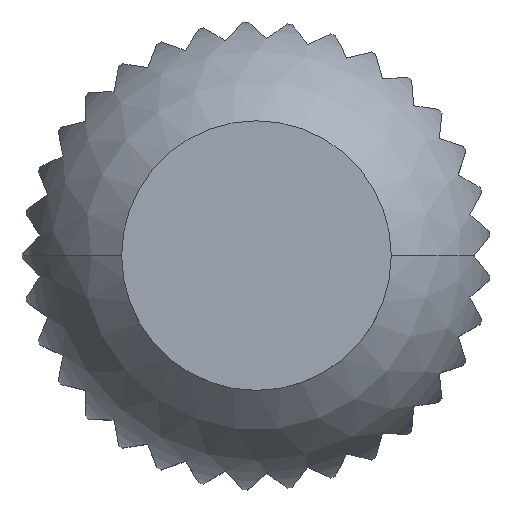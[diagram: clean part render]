
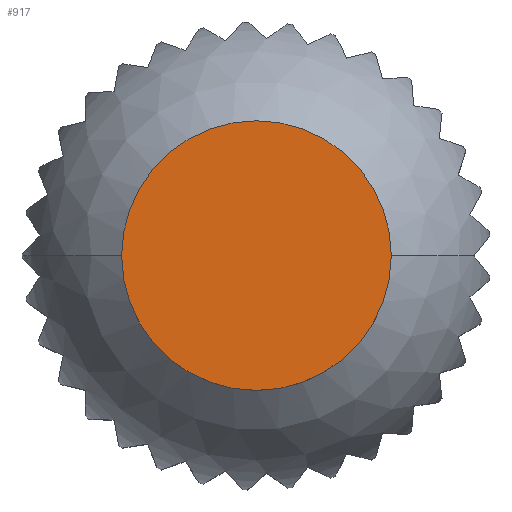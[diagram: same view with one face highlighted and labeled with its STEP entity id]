
A CAD part, top view. The second image highlights one B-rep face of the part: STEP entity #917.
In plain terms, the highlighted planar face has unit normal (0, 0, 1).
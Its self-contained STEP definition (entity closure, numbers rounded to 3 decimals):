
#599=EDGE_CURVE('',#653,#625,#1551,.T.);
#625=VERTEX_POINT('',#1596);
#653=VERTEX_POINT('',#1626);
#917=ADVANCED_FACE('',(#1943),#1944,.T.);
#1089=EDGE_CURVE('',#625,#653,#2130,.T.);
#1551=CIRCLE('',#2691,11.5);
#1596=CARTESIAN_POINT('',(-11.5,0.,101.5));
#1626=CARTESIAN_POINT('',(11.5,0.,101.5));
#1943=FACE_OUTER_BOUND('',#3269,.T.);
#1944=PLANE('',#3270);
#2130=CIRCLE('',#3516,11.5);
#2691=AXIS2_PLACEMENT_3D('',#4174,#4175,#4176);
#3269=EDGE_LOOP('',(#4658,#4659));
#3270=AXIS2_PLACEMENT_3D('',#4660,#4661,#4662);
#3516=AXIS2_PLACEMENT_3D('',#4849,#4850,#4851);
#4174=CARTESIAN_POINT('',(0.,0.,101.5));
#4175=DIRECTION('',(0.0,0.0,1.0));
#4176=DIRECTION('',(1.0,0.,0.0));
#4658=ORIENTED_EDGE('',*,*,#599,.T.);
#4659=ORIENTED_EDGE('',*,*,#1089,.T.);
#4660=CARTESIAN_POINT('',(5.75,0.,101.5));
#4661=DIRECTION('',(0.0,0.0,1.0));
#4662=DIRECTION('',(-1.0,0.,0.0));
#4849=CARTESIAN_POINT('',(0.,0.,101.5));
#4850=DIRECTION('',(0.0,0.0,1.0));
#4851=DIRECTION('',(1.0,0.,0.0));
